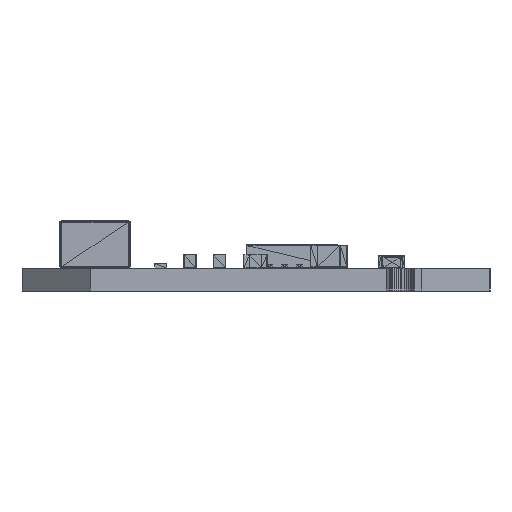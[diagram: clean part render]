
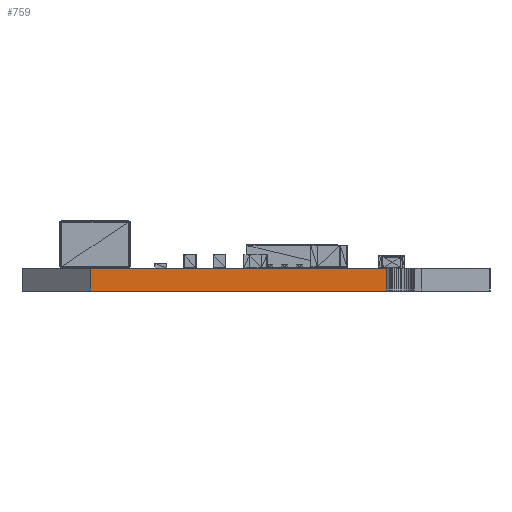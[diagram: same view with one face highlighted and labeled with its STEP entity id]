
A CAD part, left-side view. The second image highlights one B-rep face of the part: STEP entity #759.
In plain terms, the highlighted planar face has unit normal (-1, 0, 0).
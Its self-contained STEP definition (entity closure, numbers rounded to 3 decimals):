
#734 = VERTEX_POINT('',#735);
#735 = CARTESIAN_POINT('',(2.54,17.159,-0.991));
#741 = EDGE_CURVE('',#742,#734,#744,.T.);
#742 = VERTEX_POINT('',#743);
#743 = CARTESIAN_POINT('',(2.54,17.159,0.));
#744 = LINE('',#745,#746);
#745 = CARTESIAN_POINT('',(2.54,17.159,0.));
#746 = VECTOR('',#747,1.);
#747 = DIRECTION('',(0.,0.,-1.));
#759 = ADVANCED_FACE('',(#760),#785,.F.);
#760 = FACE_BOUND('',#761,.F.);
#761 = EDGE_LOOP('',(#762,#763,#771,#779));
#762 = ORIENTED_EDGE('',*,*,#741,.T.);
#763 = ORIENTED_EDGE('',*,*,#764,.T.);
#764 = EDGE_CURVE('',#734,#765,#767,.T.);
#765 = VERTEX_POINT('',#766);
#766 = CARTESIAN_POINT('',(2.54,30.061,-0.991));
#767 = LINE('',#768,#769);
#768 = CARTESIAN_POINT('',(2.54,17.159,-0.991));
#769 = VECTOR('',#770,1.);
#770 = DIRECTION('',(0.,1.,0.));
#771 = ORIENTED_EDGE('',*,*,#772,.F.);
#772 = EDGE_CURVE('',#773,#765,#775,.T.);
#773 = VERTEX_POINT('',#774);
#774 = CARTESIAN_POINT('',(2.54,30.061,0.));
#775 = LINE('',#776,#777);
#776 = CARTESIAN_POINT('',(2.54,30.061,0.));
#777 = VECTOR('',#778,1.);
#778 = DIRECTION('',(0.,0.,-1.));
#779 = ORIENTED_EDGE('',*,*,#780,.F.);
#780 = EDGE_CURVE('',#742,#773,#781,.T.);
#781 = LINE('',#782,#783);
#782 = CARTESIAN_POINT('',(2.54,17.159,0.));
#783 = VECTOR('',#784,1.);
#784 = DIRECTION('',(0.,1.,0.));
#785 = PLANE('',#786);
#786 = AXIS2_PLACEMENT_3D('',#787,#788,#789);
#787 = CARTESIAN_POINT('',(2.54,17.159,0.));
#788 = DIRECTION('',(1.,0.,0.));
#789 = DIRECTION('',(0.,1.,0.));
